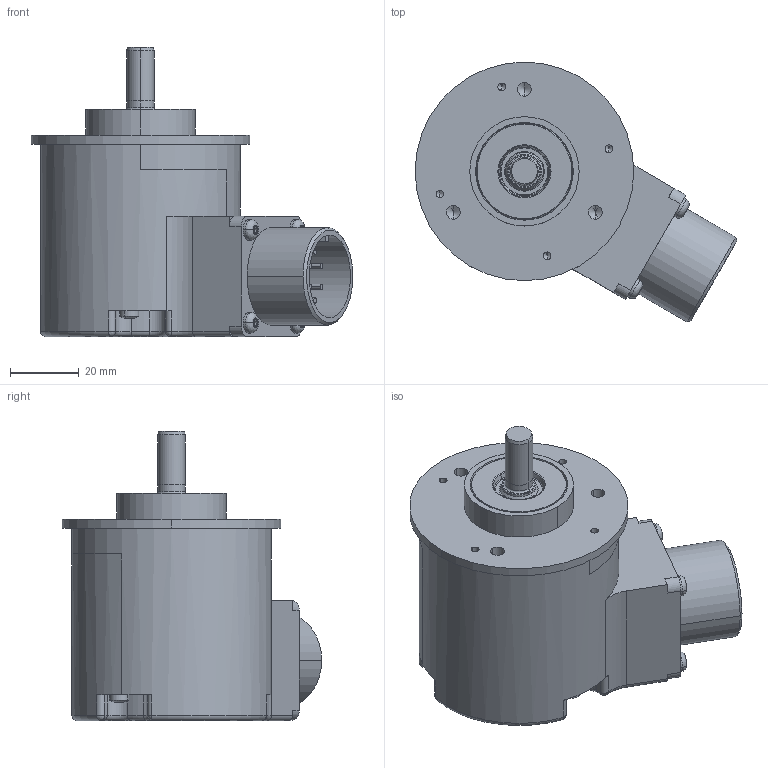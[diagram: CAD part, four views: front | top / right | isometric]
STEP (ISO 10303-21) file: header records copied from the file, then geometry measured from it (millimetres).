
FILE_DESCRIPTION((''),'2;1');
FILE_NAME('640907','2010-11-10T',('se2802'),(''),'PRO/ENGINEER BY PARAMETRIC TECHNOLOGY CORPORATION, 2010180','PRO/ENGINEER BY PARAMETRIC TECHNOLOGY CORPORATION, 2010180','');
FILE_SCHEMA(('CONFIG_CONTROL_DESIGN'));
Length unit declared in the file: millimetre
Products named in the file (1): 640907
Bounding box: 93.45 x 75.41 x 84 mm (x, y, z)
Volume: 184299.1 mm3; surface area: 27306 mm2
Topology: 1 solids, 2 shells, 1245 faces, 3329 edges, 2177 vertices
Faces by surface type: plane 565, extrusion 324, cylinder 271, torus 37, cone 28, sphere 12, bspline 8
Entity records: 42679 total; most frequent: CARTESIAN_POINT 12384, ORIENTED_EDGE 6630, DIRECTION 5522, EDGE_CURVE 3315, VERTEX_POINT 2177, VECTOR 2042, AXIS2_PLACEMENT_3D 1740, LINE 1718
